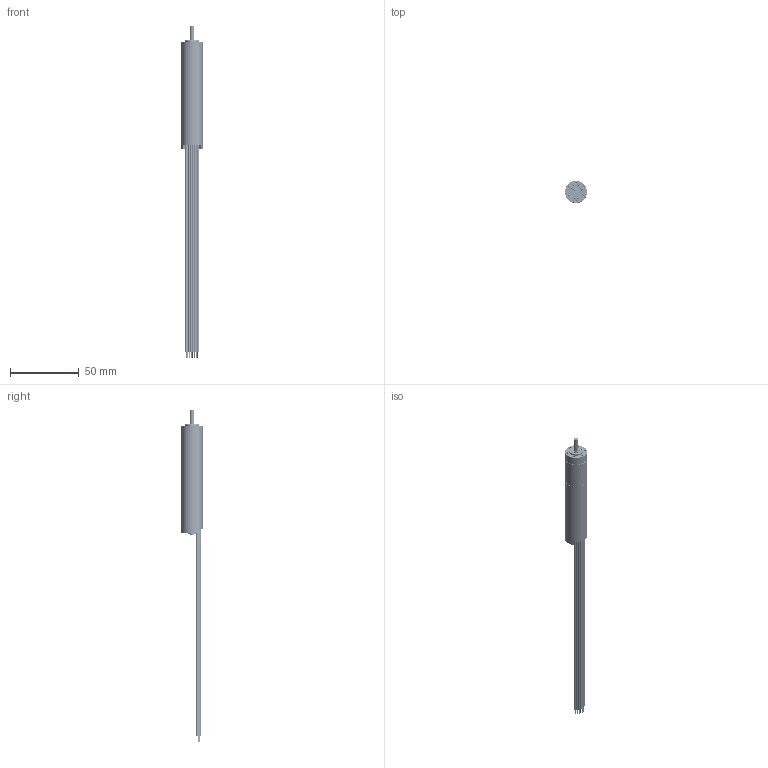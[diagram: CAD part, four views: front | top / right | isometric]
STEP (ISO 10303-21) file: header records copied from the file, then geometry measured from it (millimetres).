
FILE_DESCRIPTION((''),'2;1');
FILE_NAME('4611180000457_ASM','2022-05-12T10:15:33',('MS05792'),(''),'CREO PARAMETRIC BY PTC INC, 2018100','CREO PARAMETRIC BY PTC INC, 2018100','');
FILE_SCHEMA(('CONFIG_CONTROL_DESIGN'));
Products named in the file (47): 4219130000594; 4613101100176; 3698151100213; 4613104500071; 4613102300096_ASM; 4219120100400; 4713101003424; 4715450000171; 4713120012585_ASM; 4634140206717_AF7; 4713120012587_AF4_ASM; 4394000100540; 4219121305809; 4331101000822; 4333201500956; 4332101106038; 4394000100539; 4693220001119; 4613107700125_ASM; 4294501000099; 4219121306144; 4331101000678; 4613152000412_AF1_ASM; 4611180000421_AF0_ASM; 4219121304835; 4331101000754; 4333201500829; 4219120100544; 4332101104972; 4332301101260; 4219120100542; 4219120100545_ASM; 4294440100447; 4219120100556; 4219120100557_ASM; 4332301101259; 4219120100554; 4332101105015; 4219120100555_ASM; 4332301101271 ...
Assembly tree (230 placements, depth 7):
  4611180000457_ASM
    4696320000496_ASM
      4611180000421_AF0_ASM
        4613152000412_AF1_ASM
          4613102300096_ASM
            4219130000594
            4613101100176  x166
            3698151100213
            4613104500071
          4713120012587_AF4_ASM
            4219120100400
            4713120012585_ASM
              4713101003424
              4715450000171  x3
            4634140206717_AF7
          4394000100540
          4219121305809
          4331101000822
          4333201500956
          4613107700125_ASM
            4332101106038
            4394000100539  x2
            4693220001119
          4294501000099
          4219121306144
          4331101000678
      4332401000876_ASM
        4219121304835
        4331101000754  x2
        4333201500829
        4219120100545_ASM
          4219120100544
          4332101104972  x3
          4332301101260  x3
          4219120100542
        4294440100447  x2
        4219120100557_ASM
          4219120100556
          4332101104972  x3
        4332301101259
        4332301101260  x3
        4219120100555_ASM
          4219120100554
          4332101105015  x3
        4332301101271
        4332301101270  x3
        4332301101269
        4332301101272
        4219121304807
Bounding box: 16 x 16 x 241.3 mm (x, y, z)
Volume: 14948.9 mm3; surface area: 58253.5 mm2
Topology: 228 solids, 238 shells, 8765 faces, 23206 edges, 14998 vertices
Faces by surface type: cylinder 6039, bspline 843, plane 774, extrusion 612, cone 396, torus 73, sphere 28
Entity records: 132303 total; most frequent: CARTESIAN_POINT 67236, ORIENTED_EDGE 14060, DIRECTION 11518, EDGE_CURVE 7046, AXIS2_PLACEMENT_3D 4495, VERTEX_POINT 4266, EDGE_LOOP 3146, B_SPLINE_CURVE_WITH_KNOTS 2996
